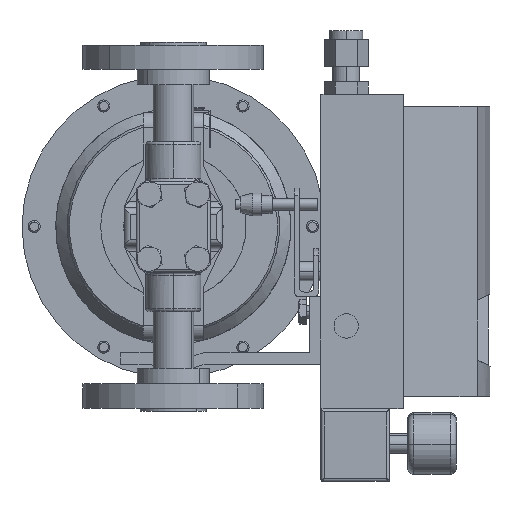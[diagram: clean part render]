
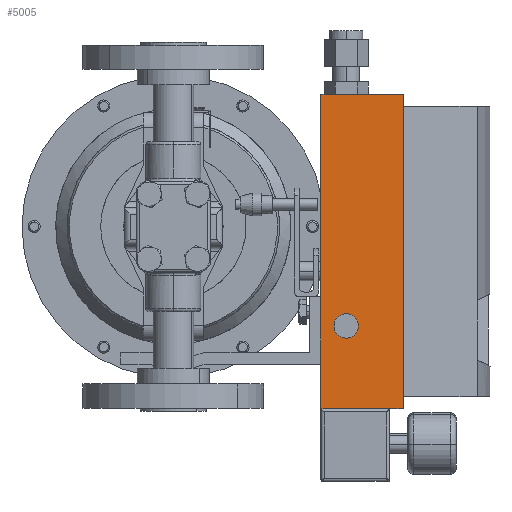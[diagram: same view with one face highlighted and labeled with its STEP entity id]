
A CAD part, front view. The second image highlights one B-rep face of the part: STEP entity #5005.
In plain terms, the highlighted planar face has unit normal (0, -1, 0).
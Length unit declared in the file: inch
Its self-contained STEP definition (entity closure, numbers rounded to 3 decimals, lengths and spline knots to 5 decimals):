
#678 = CARTESIAN_POINT ( 'NONE',  ( 3.04884, 4.22656, -1.44348 ) ) ;
#810 = CARTESIAN_POINT ( 'NONE',  ( 3.56992, 4.22656, -2.05174 ) ) ;
#912 = ORIENTED_EDGE ( 'NONE', *, *, #25932, .T. ) ;
#1450 = AXIS2_PLACEMENT_3D ( 'NONE', #8783, #8891, #28823 ) ;
#1783 = DIRECTION ( 'NONE',  ( 1., 0., 0. ) ) ;
#1953 = CARTESIAN_POINT ( 'NONE',  ( 3.04884, 4.22656, 2.73652 ) ) ;
#2262 = EDGE_CURVE ( 'NONE', #17859, #36552, #33934, .T. ) ;
#2371 = CARTESIAN_POINT ( 'NONE',  ( 3.82149, 4.22656, -2.05174 ) ) ;
#2501 = ORIENTED_EDGE ( 'NONE', *, *, #26087, .F. ) ;
#2735 = DIRECTION ( 'NONE',  ( -1., 0., 0. ) ) ;
#3075 = LINE ( 'NONE', #29628, #18019 ) ;
#3187 = PLANE ( 'NONE',  #1450 ) ;
#3210 = CARTESIAN_POINT ( 'NONE',  ( 4.74881, 4.22656, 2.48652 ) ) ;
#3358 = ORIENTED_EDGE ( 'NONE', *, *, #16684, .F. ) ;
#3376 = EDGE_CURVE ( 'NONE', #3597, #13192, #13784, .T. ) ;
#3597 = VERTEX_POINT ( 'NONE', #33218 ) ;
#3618 = DIRECTION ( 'NONE',  ( -1., 0., 0. ) ) ;
#3769 = CARTESIAN_POINT ( 'NONE',  ( 3.04884, 4.22656, -3.51348 ) ) ;
#5005 = ADVANCED_FACE ( 'NONE', ( #24381, #22565 ), #3187, .F. ) ;
#5911 = VECTOR ( 'NONE', #20126, 39.37008 ) ;
#6289 = VERTEX_POINT ( 'NONE', #2371 ) ;
#6417 = DIRECTION ( 'NONE',  ( 1., 0., 0. ) ) ;
#6605 = LINE ( 'NONE', #26292, #30241 ) ;
#7278 = ORIENTED_EDGE ( 'NONE', *, *, #31215, .T. ) ;
#7331 = CARTESIAN_POINT ( 'NONE',  ( 6.05485, 4.22656, -3.76348 ) ) ;
#7499 = DIRECTION ( 'NONE',  ( 1., 0., 0. ) ) ;
#7831 = CARTESIAN_POINT ( 'NONE',  ( 4.74881, 4.22656, -3.76348 ) ) ;
#8436 = ORIENTED_EDGE ( 'NONE', *, *, #2262, .F. ) ;
#8599 = CARTESIAN_POINT ( 'NONE',  ( 3.04884, 4.22656, 2.73652 ) ) ;
#8783 = CARTESIAN_POINT ( 'NONE',  ( 3.04884, 4.22656, -3.51348 ) ) ;
#8891 = DIRECTION ( 'NONE',  ( 0., 1., 0. ) ) ;
#8985 = CARTESIAN_POINT ( 'NONE',  ( 3.04884, 4.22656, -3.51348 ) ) ;
#9021 = EDGE_CURVE ( 'NONE', #13026, #6289, #11336, .T. ) ;
#10837 = EDGE_LOOP ( 'NONE', ( #13385, #35565, #3358, #36480, #2501, #8436, #7278, #20135, #912 ) ) ;
#11335 = VERTEX_POINT ( 'NONE', #19448 ) ;
#11336 = CIRCLE ( 'NONE', #19559, 0.25157 ) ;
#11856 = DIRECTION ( 'NONE',  ( 0., 0., -1. ) ) ;
#12270 = VECTOR ( 'NONE', #34824, 39.37008 ) ;
#12426 = DIRECTION ( 'NONE',  ( 0., 0., -1. ) ) ;
#12736 = LINE ( 'NONE', #3769, #26966 ) ;
#13026 = VERTEX_POINT ( 'NONE', #27696 ) ;
#13192 = VERTEX_POINT ( 'NONE', #31063 ) ;
#13230 = EDGE_LOOP ( 'NONE', ( #36300, #14793 ) ) ;
#13385 = ORIENTED_EDGE ( 'NONE', *, *, #3376, .T. ) ;
#13784 = LINE ( 'NONE', #7331, #29000 ) ;
#13938 = CARTESIAN_POINT ( 'NONE',  ( 4.74881, 4.22656, 2.73652 ) ) ;
#14793 = ORIENTED_EDGE ( 'NONE', *, *, #23835, .F. ) ;
#15556 = VERTEX_POINT ( 'NONE', #7831 ) ;
#15789 = CIRCLE ( 'NONE', #21447, 0.25157 ) ;
#16543 = VERTEX_POINT ( 'NONE', #678 ) ;
#16684 = EDGE_CURVE ( 'NONE', #11335, #15556, #3075, .T. ) ;
#17091 = DIRECTION ( 'NONE',  ( 0., 0., -1. ) ) ;
#17227 = VERTEX_POINT ( 'NONE', #21976 ) ;
#17681 = CARTESIAN_POINT ( 'NONE',  ( 4.74881, 4.22656, 2.73652 ) ) ;
#17852 = VECTOR ( 'NONE', #11856, 39.37008 ) ;
#17859 = VERTEX_POINT ( 'NONE', #8599 ) ;
#18019 = VECTOR ( 'NONE', #12426, 39.37008 ) ;
#19448 = CARTESIAN_POINT ( 'NONE',  ( 4.74881, 4.22656, -3.51348 ) ) ;
#19559 = AXIS2_PLACEMENT_3D ( 'NONE', #810, #20552, #3618 ) ;
#19631 = DIRECTION ( 'NONE',  ( 0., -1., 0. ) ) ;
#20066 = LINE ( 'NONE', #3210, #5911 ) ;
#20087 = CARTESIAN_POINT ( 'NONE',  ( 4.74881, 4.22656, 2.48652 ) ) ;
#20126 = DIRECTION ( 'NONE',  ( 0., 0., -1. ) ) ;
#20135 = ORIENTED_EDGE ( 'NONE', *, *, #32624, .T. ) ;
#20552 = DIRECTION ( 'NONE',  ( 0., -1., 0. ) ) ;
#21447 = AXIS2_PLACEMENT_3D ( 'NONE', #36694, #19631, #2735 ) ;
#21976 = CARTESIAN_POINT ( 'NONE',  ( 3.04884, 4.22656, -2.84348 ) ) ;
#22565 = FACE_BOUND ( 'NONE', #13230, .T. ) ;
#22784 = EDGE_CURVE ( 'NONE', #13192, #15556, #6605, .T. ) ;
#23573 = DIRECTION ( 'NONE',  ( 0., 0., -1. ) ) ;
#23835 = EDGE_CURVE ( 'NONE', #6289, #13026, #15789, .T. ) ;
#24238 = LINE ( 'NONE', #34238, #32785 ) ;
#24381 = FACE_OUTER_BOUND ( 'NONE', #10837, .T. ) ;
#25424 = VECTOR ( 'NONE', #7499, 39.37008 ) ;
#25516 = LINE ( 'NONE', #8985, #17852 ) ;
#25932 = EDGE_CURVE ( 'NONE', #17227, #3597, #24238, .T. ) ;
#26087 = EDGE_CURVE ( 'NONE', #36552, #27593, #34928, .T. ) ;
#26292 = CARTESIAN_POINT ( 'NONE',  ( 3.04884, 4.22656, -3.76348 ) ) ;
#26966 = VECTOR ( 'NONE', #23573, 39.37008 ) ;
#27593 = VERTEX_POINT ( 'NONE', #20087 ) ;
#27696 = CARTESIAN_POINT ( 'NONE',  ( 3.31835, 4.22656, -2.05174 ) ) ;
#28823 = DIRECTION ( 'NONE',  ( -1., 0., 0. ) ) ;
#29000 = VECTOR ( 'NONE', #1783, 39.37008 ) ;
#29628 = CARTESIAN_POINT ( 'NONE',  ( 4.74881, 4.22656, -3.51348 ) ) ;
#30241 = VECTOR ( 'NONE', #6417, 39.37008 ) ;
#31063 = CARTESIAN_POINT ( 'NONE',  ( 4.46625, 4.22656, -3.76348 ) ) ;
#31215 = EDGE_CURVE ( 'NONE', #17859, #16543, #12736, .T. ) ;
#32624 = EDGE_CURVE ( 'NONE', #16543, #17227, #25516, .T. ) ;
#32785 = VECTOR ( 'NONE', #17091, 39.37008 ) ;
#33218 = CARTESIAN_POINT ( 'NONE',  ( 3.04884, 4.22656, -3.76348 ) ) ;
#33292 = EDGE_CURVE ( 'NONE', #27593, #11335, #20066, .T. ) ;
#33934 = LINE ( 'NONE', #1953, #25424 ) ;
#34238 = CARTESIAN_POINT ( 'NONE',  ( 3.04884, 4.22656, -3.51348 ) ) ;
#34824 = DIRECTION ( 'NONE',  ( 0., 0., -1. ) ) ;
#34928 = LINE ( 'NONE', #17681, #12270 ) ;
#35565 = ORIENTED_EDGE ( 'NONE', *, *, #22784, .T. ) ;
#36300 = ORIENTED_EDGE ( 'NONE', *, *, #9021, .F. ) ;
#36480 = ORIENTED_EDGE ( 'NONE', *, *, #33292, .F. ) ;
#36552 = VERTEX_POINT ( 'NONE', #13938 ) ;
#36694 = CARTESIAN_POINT ( 'NONE',  ( 3.56992, 4.22656, -2.05174 ) ) ;
